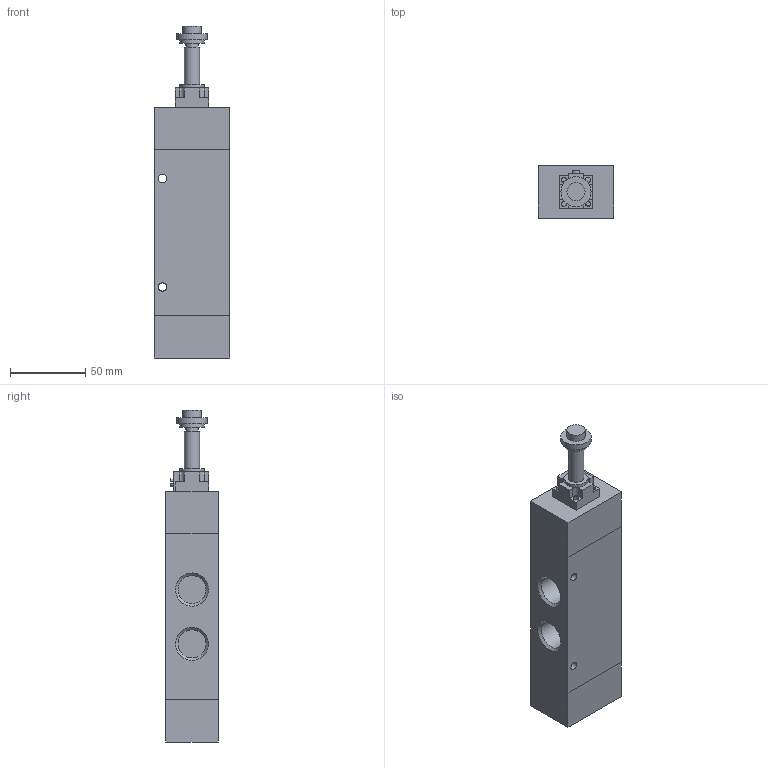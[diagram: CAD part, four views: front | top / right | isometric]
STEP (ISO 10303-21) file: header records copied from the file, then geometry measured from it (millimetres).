
FILE_DESCRIPTION((''),'2;1');
FILE_NAME('412-2_52_0_1_#_M2.stp','2006-11-25T09:11:28',('rivolro1'),(''),'Autodesk Inventor 11','Autodesk Inventor 11','');
FILE_SCHEMA(('AUTOMOTIVE_DESIGN { 1 0 10303 214 1 1 1 1 }'));
Length unit declared in the file: millimetre
Products named in the file (3): 412-2_52_0_1_#_M2; M2
Assembly tree (2 placements, depth 2):
  412-2_52_0_1_#_M2
    412-2_52_0_1_#_M2
    M2
Bounding box: 50 x 35 x 220 mm (x, y, z)
Volume: 277976.3 mm3; surface area: 41510.6 mm2
Topology: 2 solids, 2 shells, 95 faces, 219 edges, 145 vertices
Faces by surface type: plane 54, bspline 21, cylinder 20
Full cylindrical faces by diameter (mm): 8 x1, 10 x1, 12 x1, 16 x2, 20 x1
Entity records: 2863 total; most frequent: CARTESIAN_POINT 699, DIRECTION 418, ORIENTED_EDGE 394, EDGE_CURVE 197, EDGE_LOOP 144, VERTEX_POINT 143, AXIS2_PLACEMENT_3D 142, VECTOR 134
